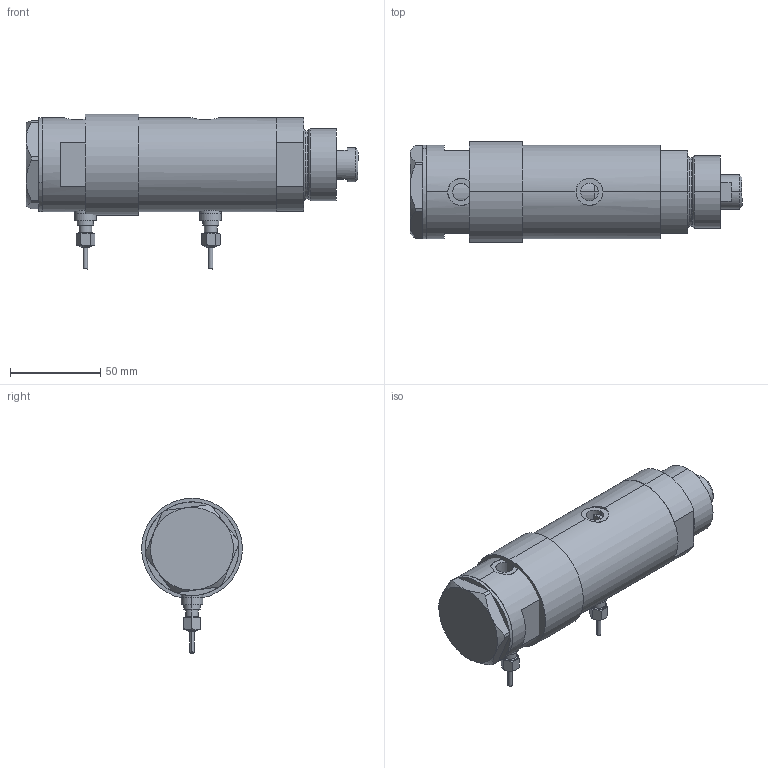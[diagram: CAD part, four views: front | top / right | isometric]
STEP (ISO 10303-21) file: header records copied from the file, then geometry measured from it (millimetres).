
FILE_DESCRIPTION (( 'STEP AP203' ), '1' );
FILE_NAME ('34c3.STEP', '2022-04-14T21:53:37', ( '' ), ( '' ), 'SwSTEP 2.0', 'SolidWorks 2019', '' );
FILE_SCHEMA (( 'CONFIG_CONTROL_DESIGN' ));
Length unit declared in the file: millimetre
Products named in the file (6): V270CG_FRONT 86ce34bd31ca1b48f30a14f86044e78f; 34c3; V270CG_VC 86ce34bd31ca1b48f30a14f86044e78f; V270CG_SWITCH 86ce34bd31ca1b48f30a14f86044e78f; V270CG_MIDDLE 86ce34bd31ca1b48f30a14f86044e78f; V270CG_BACK 86ce34bd31ca1b48f30a14f86044e78f
Assembly tree (6 placements, depth 2):
  34c3
    V270CG_MIDDLE 86ce34bd31ca1b48f30a14f86044e78f
    V270CG_BACK 86ce34bd31ca1b48f30a14f86044e78f
    V270CG_FRONT 86ce34bd31ca1b48f30a14f86044e78f
    V270CG_VC 86ce34bd31ca1b48f30a14f86044e78f
    V270CG_SWITCH 86ce34bd31ca1b48f30a14f86044e78f  x2
Bounding box: 184.4 x 56 x 86.3 mm (x, y, z)
Volume: 433071.8 mm3; surface area: 80010.7 mm2
Topology: 6 solids, 6 shells, 246 faces, 541 edges, 327 vertices
Faces by surface type: plane 97, cylinder 75, cone 48, torus 24, bspline 2
Entity records: 6739 total; most frequent: CARTESIAN_POINT 1743, DIRECTION 969, ORIENTED_EDGE 862, EDGE_CURVE 431, AXIS2_PLACEMENT_3D 403, VERTEX_POINT 263, EDGE_LOOP 218, CIRCLE 202
